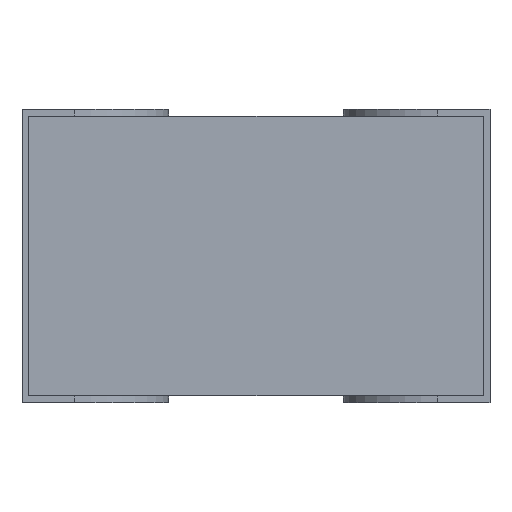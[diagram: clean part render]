
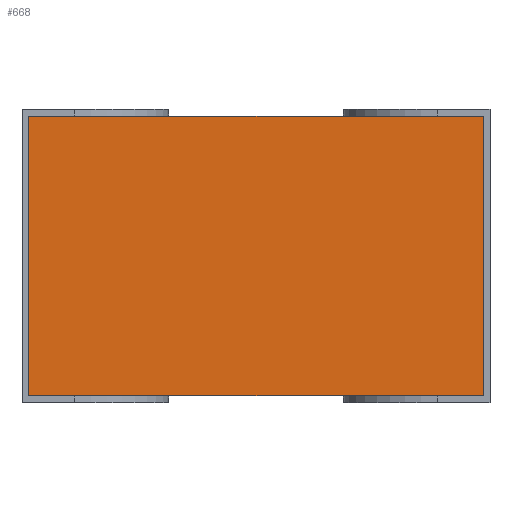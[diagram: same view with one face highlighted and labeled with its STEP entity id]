
A CAD part, front view. The second image highlights one B-rep face of the part: STEP entity #668.
In plain terms, the highlighted planar face has unit normal (0, -1, 0).
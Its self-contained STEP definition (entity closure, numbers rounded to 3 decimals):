
#30 = VERTEX_POINT ( 'NONE', #1037 ) ;
#37 = VERTEX_POINT ( 'NONE', #935 ) ;
#56 = LINE ( 'NONE', #930, #522 ) ;
#74 = EDGE_CURVE ( 'NONE', #662, #37, #734, .T. ) ;
#78 = CARTESIAN_POINT ( 'NONE',  ( -0.325, -0.425, 0.01 ) ) ;
#140 = CARTESIAN_POINT ( 'NONE',  ( -0.325, -0.425, 0.41 ) ) ;
#162 = CARTESIAN_POINT ( 'NONE',  ( 0.325, -0.425, 0.41 ) ) ;
#219 = EDGE_CURVE ( 'NONE', #239, #662, #820, .T. ) ;
#239 = VERTEX_POINT ( 'NONE', #473 ) ;
#272 = PLANE ( 'NONE',  #407 ) ;
#280 = DIRECTION ( 'NONE',  ( 0., 0., -1. ) ) ;
#407 = AXIS2_PLACEMENT_3D ( 'NONE', #140, #577, #1362 ) ;
#420 = EDGE_CURVE ( 'NONE', #30, #37, #845, .T. ) ;
#473 = CARTESIAN_POINT ( 'NONE',  ( -0.325, -0.425, 0.41 ) ) ;
#475 = VECTOR ( 'NONE', #280, 1000. ) ;
#522 = VECTOR ( 'NONE', #1235, 1000. ) ;
#540 = VECTOR ( 'NONE', #725, 1000. ) ;
#577 = DIRECTION ( 'NONE',  ( 0., 1., 0. ) ) ;
#585 = CARTESIAN_POINT ( 'NONE',  ( -0.325, -0.425, 0.01 ) ) ;
#589 = ORIENTED_EDGE ( 'NONE', *, *, #420, .F. ) ;
#652 = EDGE_CURVE ( 'NONE', #239, #30, #56, .T. ) ;
#662 = VERTEX_POINT ( 'NONE', #585 ) ;
#668 = ADVANCED_FACE ( 'NONE', ( #1156 ), #272, .F. ) ;
#699 = CARTESIAN_POINT ( 'NONE',  ( -0.325, -0.425, 0.41 ) ) ;
#725 = DIRECTION ( 'NONE',  ( 1., 0., 0. ) ) ;
#734 = LINE ( 'NONE', #78, #540 ) ;
#745 = ORIENTED_EDGE ( 'NONE', *, *, #652, .F. ) ;
#800 = DIRECTION ( 'NONE',  ( 0., 0., -1. ) ) ;
#820 = LINE ( 'NONE', #699, #1319 ) ;
#845 = LINE ( 'NONE', #162, #475 ) ;
#930 = CARTESIAN_POINT ( 'NONE',  ( -0.325, -0.425, 0.41 ) ) ;
#935 = CARTESIAN_POINT ( 'NONE',  ( 0.325, -0.425, 0.01 ) ) ;
#968 = ORIENTED_EDGE ( 'NONE', *, *, #219, .T. ) ;
#1037 = CARTESIAN_POINT ( 'NONE',  ( 0.325, -0.425, 0.41 ) ) ;
#1107 = ORIENTED_EDGE ( 'NONE', *, *, #74, .T. ) ;
#1156 = FACE_OUTER_BOUND ( 'NONE', #1312, .T. ) ;
#1235 = DIRECTION ( 'NONE',  ( 1., 0., 0. ) ) ;
#1312 = EDGE_LOOP ( 'NONE', ( #1107, #589, #745, #968 ) ) ;
#1319 = VECTOR ( 'NONE', #800, 1000. ) ;
#1362 = DIRECTION ( 'NONE',  ( 1., 0., 0. ) ) ;
